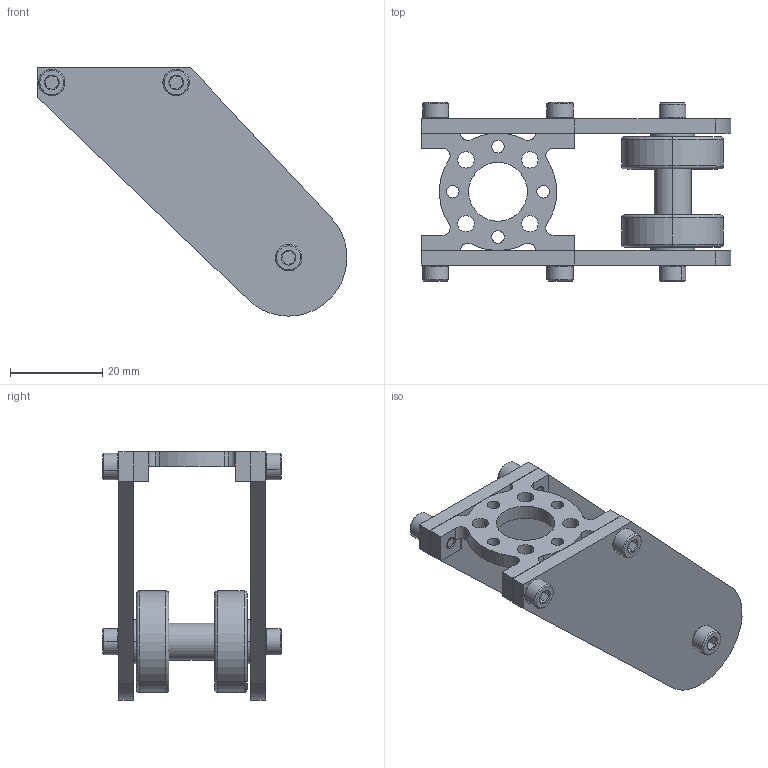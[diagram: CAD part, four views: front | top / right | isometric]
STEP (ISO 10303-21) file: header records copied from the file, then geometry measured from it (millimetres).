
FILE_DESCRIPTION (( 'STEP AP203' ), '1' );
FILE_NAME ('585028 assembly.STEP', '2015-02-06T21:57:11', ( 'Kyle' ), ( 'Microsoft' ), 'SwSTEP 2.0', 'SolidWorks 2014', '' );
FILE_SCHEMA (( 'CONFIG_CONTROL_DESIGN' ));
Length unit declared in the file: inch
Products named in the file (8): 585028 assembly; 585028; 90126A007_90126A007; 633152; 535034; 545420; 632106_90128A121; 632112_90128A121
Assembly tree (14 placements, depth 2):
  585028 assembly
    585028  x2
    90126A007_90126A007  x2
    633152
    535034  x2
    545420
    632106_90128A121  x4
    632112_90128A121  x2
Bounding box: 67.06 x 38.71 x 53.77 mm (x, y, z)
Volume: 19188 mm3; surface area: 15806.7 mm2
Topology: 14 solids, 14 shells, 587 faces, 1501 edges, 960 vertices
Faces by surface type: cylinder 369, plane 108, cone 82, torus 16, bspline 12
Entity records: 11967 total; most frequent: CARTESIAN_POINT 4437, ORIENTED_EDGE 1434, DIRECTION 1327, EDGE_CURVE 717, AXIS2_PLACEMENT_3D 526, VERTEX_POINT 464, EDGE_LOOP 323, ADVANCED_FACE 277
